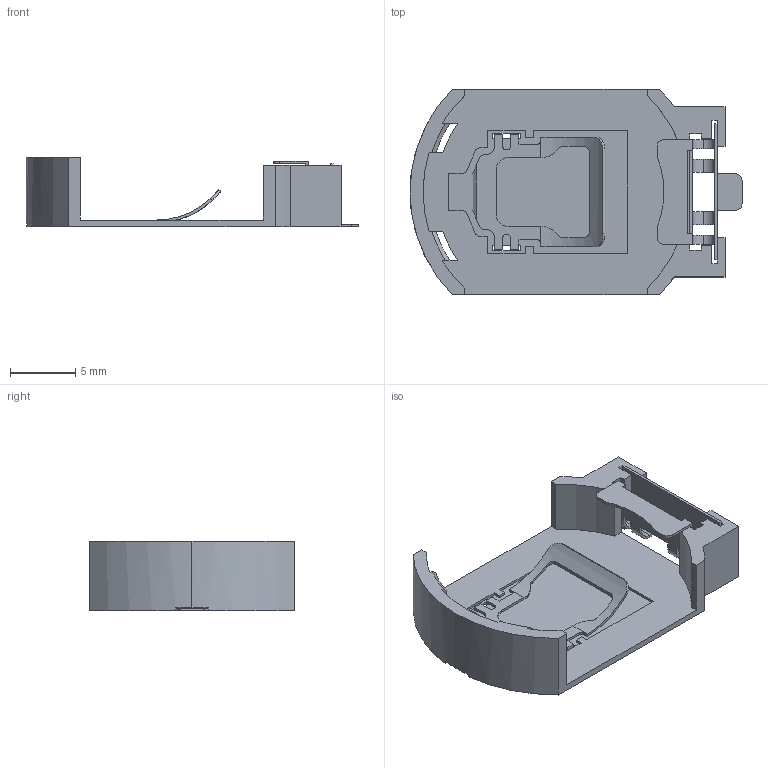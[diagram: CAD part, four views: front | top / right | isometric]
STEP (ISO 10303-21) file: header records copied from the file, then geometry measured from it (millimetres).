
FILE_DESCRIPTION (( 'STEP AP214' ), '1' );
FILE_NAME ('BAT-SMD_BS-08-B2AA001.step', '2022-06-16T10:55:50', ( '' ), ( '' ), 'SwSTEP 2.0', 'SolidWorks 2020', '' );
FILE_SCHEMA (( 'AUTOMOTIVE_DESIGN' ));
Length unit declared in the file: millimetre
Products named in the file (1): BAT-SMD_BS-08-B2AA001
Bounding box: 25.4 x 15.7 x 5.31 mm (x, y, z)
Volume: 347.4 mm3; surface area: 1354.5 mm2
Topology: 2 solids, 2 shells, 452 faces, 1322 edges, 876 vertices
Faces by surface type: plane 292, bspline 98, cylinder 60, cone 2
Entity records: 20463 total; most frequent: CARTESIAN_POINT 4079, ORIENTED_EDGE 2644, DIRECTION 1932, EDGE_CURVE 1322, LINE 974, VECTOR 974, VERTEX_POINT 876, AXIS2_PLACEMENT_3D 479
